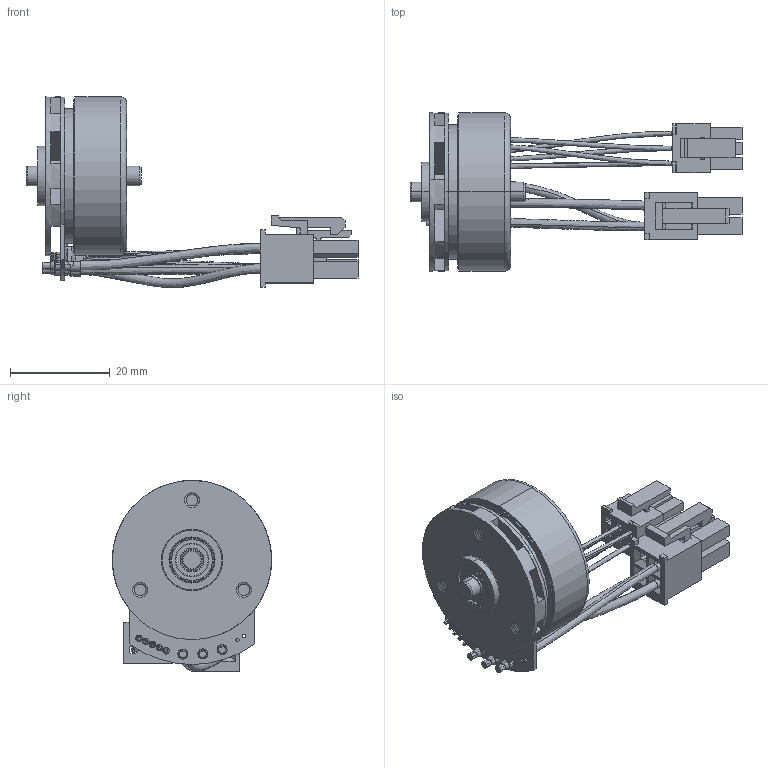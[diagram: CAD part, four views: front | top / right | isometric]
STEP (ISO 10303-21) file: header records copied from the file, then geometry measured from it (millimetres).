
FILE_DESCRIPTION(('STEP AP214'),'1');
FILE_NAME('cctmp_B9C0309F-3802-430F-AB2D-0FBF8C0453A7_2025_1_8_19_41_34_795..stp','2025-01-08T18:41:35',('maxon motor ag'),('CADClick - www.CADClick.com'),'Spatial InterOp 3D',' ','unknown authorization');
FILE_SCHEMA(('AUTOMOTIVE_DESIGN'));
Length unit declared in the file: millimetre
Products named in the file (32): 0
Assembly tree (31 placements, depth 2):
  (unnamed)
    0
    0
    0
    0
    0
    0
    0
    0
    0
    0
    0
    0
    0
    0
    0
    0
    0
    0
    0
    0
    0
    0
    0
    0
    0
    0
    0
    0
    0
    0
    0
Bounding box: 66.7 x 32 x 38.43 mm (x, y, z)
Volume: 12846.2 mm3; surface area: 17920.8 mm2
Topology: 35 solids, 35 shells, 988 faces, 2400 edges, 1517 vertices
Faces by surface type: plane 650, cylinder 156, cone 120, bspline 28, torus 22, extrusion 12
Entity records: 42566 total; most frequent: CARTESIAN_POINT 6241, DIRECTION 4836, ORIENTED_EDGE 4800, EDGE_CURVE 2400, STYLED_ITEM 1840, PRESENTATION_STYLE_ASSIGNMENT 1840, COLOUR_RGB 1840, VECTOR 1786
